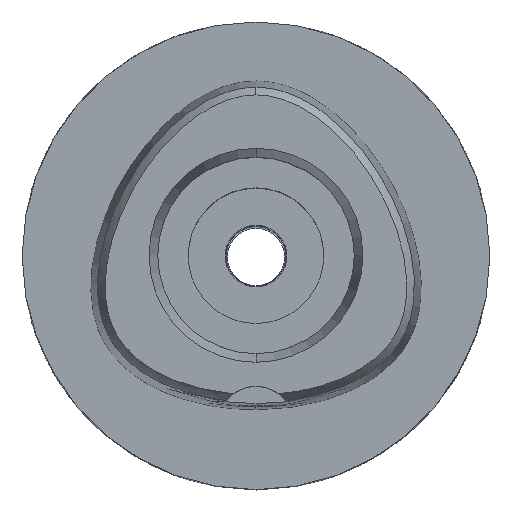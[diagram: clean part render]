
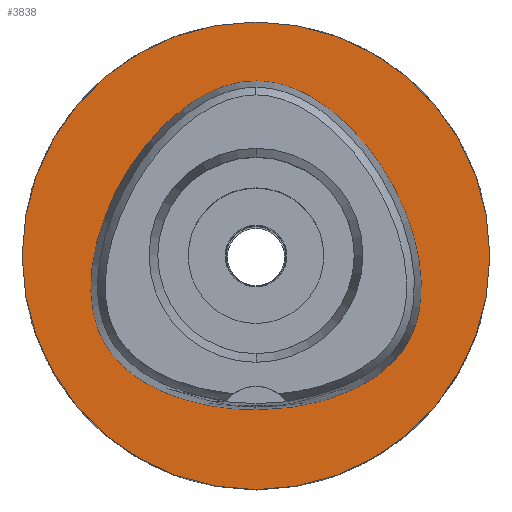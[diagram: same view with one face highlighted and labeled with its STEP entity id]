
A CAD part, top view. The second image highlights one B-rep face of the part: STEP entity #3838.
In plain terms, the highlighted planar face has unit normal (0, 0, 1).
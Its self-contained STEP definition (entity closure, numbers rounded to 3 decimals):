
#33 = B_SPLINE_CURVE_WITH_KNOTS ( 'NONE', 3,
 ( #4147, #2662, #2251, #1509, #3458, #103, #1150, #1603, #3728, #3083, #738, #2222, #376, #1874, #1121, #3756, #4002, #4634, #3621, #4748, #4221, #552 ),
 .UNSPECIFIED., .F., .F.,
 ( 4, 1, 1, 1, 1, 1, 1, 1, 1, 1, 1, 1, 1, 1, 1, 1, 1, 1, 1, 4 ),
 ( 0., 0.083, 0.167, 0.208, 0.25, 0.292, 0.312, 0.333, 0.354, 0.375, 0.417, 0.458, 0.5, 0.583, 0.667, 0.75, 0.833, 0.917, 0.958, 1. ),
 .UNSPECIFIED. ) ;
#103 = CARTESIAN_POINT ( 'NONE',  ( 13.507, -12.483, 0. ) ) ;
#148 = CARTESIAN_POINT ( 'NONE',  ( 0., 0., 0. ) ) ;
#192 = CARTESIAN_POINT ( 'NONE',  ( -0.68, 18.695, 0. ) ) ;
#376 = CARTESIAN_POINT ( 'NONE',  ( 17.711, -3.269, 0. ) ) ;
#455 = CIRCLE ( 'NONE', #1636, 25. ) ;
#530 = AXIS2_PLACEMENT_3D ( 'NONE', #148, #3875, #2126 ) ;
#552 = CARTESIAN_POINT ( 'NONE',  ( 0., 18.695, 0. ) ) ;
#573 = CARTESIAN_POINT ( 'NONE',  ( -5.051, -16.156, 0. ) ) ;
#588 = CARTESIAN_POINT ( 'NONE',  ( 0., 0., 0. ) ) ;
#666 = CARTESIAN_POINT ( 'NONE',  ( -17.165, -7.166, 0. ) ) ;
#672 = CARTESIAN_POINT ( 'NONE',  ( 0., -25., 0. ) ) ;
#738 = CARTESIAN_POINT ( 'NONE',  ( 17.165, -7.166, 0. ) ) ;
#774 = DIRECTION ( 'NONE',  ( 0., -1., 0. ) ) ;
#821 = CARTESIAN_POINT ( 'NONE',  ( 0., -16.455, 0. ) ) ;
#975 = CARTESIAN_POINT ( 'NONE',  ( -14.788, -11.282, 0. ) ) ;
#1026 = CARTESIAN_POINT ( 'NONE',  ( -17.498, -0.229, 0. ) ) ;
#1099 = ORIENTED_EDGE ( 'NONE', *, *, #3558, .F. ) ;
#1108 = EDGE_LOOP ( 'NONE', ( #1099, #4321 ) ) ;
#1121 = CARTESIAN_POINT ( 'NONE',  ( 16.517, 3.703, 0. ) ) ;
#1150 = CARTESIAN_POINT ( 'NONE',  ( 14.788, -11.282, 0. ) ) ;
#1310 = EDGE_LOOP ( 'NONE', ( #3013, #2637 ) ) ;
#1352 = CARTESIAN_POINT ( 'NONE',  ( -16.206, -9.357, 0. ) ) ;
#1495 = DIRECTION ( 'NONE',  ( 0., 0., -1. ) ) ;
#1509 = CARTESIAN_POINT ( 'NONE',  ( 8.947, -15.039, 0. ) ) ;
#1603 = CARTESIAN_POINT ( 'NONE',  ( 15.649, -10.213, 0. ) ) ;
#1636 = AXIS2_PLACEMENT_3D ( 'NONE', #4796, #1495, #2624 ) ;
#1874 = CARTESIAN_POINT ( 'NONE',  ( 17.498, -0.229, 0. ) ) ;
#2081 = DIRECTION ( 'NONE',  ( 0., 0., -1. ) ) ;
#2126 = DIRECTION ( 'NONE',  ( 0., -1., 0. ) ) ;
#2151 = CARTESIAN_POINT ( 'NONE',  ( -11.687, -13.704, 0. ) ) ;
#2222 = CARTESIAN_POINT ( 'NONE',  ( 17.564, -5.456, 0. ) ) ;
#2251 = CARTESIAN_POINT ( 'NONE',  ( 5.051, -16.156, 0. ) ) ;
#2415 = CARTESIAN_POINT ( 'NONE',  ( -11.466, 12.452, 0. ) ) ;
#2431 = FACE_OUTER_BOUND ( 'NONE', #1310, .T. ) ;
#2462 = CARTESIAN_POINT ( 'NONE',  ( -4.729, 17.735, 0. ) ) ;
#2624 = DIRECTION ( 'NONE',  ( 0., 1., 0. ) ) ;
#2637 = ORIENTED_EDGE ( 'NONE', *, *, #3073, .F. ) ;
#2662 = CARTESIAN_POINT ( 'NONE',  ( 1.684, -16.455, 0. ) ) ;
#2775 = B_SPLINE_CURVE_WITH_KNOTS ( 'NONE', 3,
 ( #3283, #192, #4006, #2462, #4025, #2415, #3552, #3182, #1026, #3927, #4783, #666, #3576, #1352, #2908, #975, #3602, #2151, #4710, #573, #3978, #2881 ),
 .UNSPECIFIED., .F., .F.,
 ( 4, 1, 1, 1, 1, 1, 1, 1, 1, 1, 1, 1, 1, 1, 1, 1, 1, 1, 1, 4 ),
 ( 0., 0.042, 0.083, 0.167, 0.25, 0.333, 0.417, 0.5, 0.542, 0.583, 0.625, 0.646, 0.667, 0.688, 0.708, 0.75, 0.792, 0.833, 0.917, 1. ),
 .UNSPECIFIED. ) ;
#2832 = CARTESIAN_POINT ( 'NONE',  ( 0., 18.695, 0. ) ) ;
#2881 = CARTESIAN_POINT ( 'NONE',  ( 0., -16.455, 0. ) ) ;
#2908 = CARTESIAN_POINT ( 'NONE',  ( -15.649, -10.213, 0. ) ) ;
#2953 = EDGE_CURVE ( 'NONE', #3220, #3542, #33, .T. ) ;
#3013 = ORIENTED_EDGE ( 'NONE', *, *, #3896, .F. ) ;
#3021 = CIRCLE ( 'NONE', #530, 25. ) ;
#3073 = EDGE_CURVE ( 'NONE', #4270, #3962, #3021, .T. ) ;
#3083 = CARTESIAN_POINT ( 'NONE',  ( 16.669, -8.446, 0. ) ) ;
#3182 = CARTESIAN_POINT ( 'NONE',  ( -16.517, 3.703, 0. ) ) ;
#3220 = VERTEX_POINT ( 'NONE', #821 ) ;
#3283 = CARTESIAN_POINT ( 'NONE',  ( 0., 18.695, 0. ) ) ;
#3299 = CARTESIAN_POINT ( 'NONE',  ( 0., 25., 0. ) ) ;
#3458 = CARTESIAN_POINT ( 'NONE',  ( 11.687, -13.704, 0. ) ) ;
#3542 = VERTEX_POINT ( 'NONE', #2832 ) ;
#3552 = CARTESIAN_POINT ( 'NONE',  ( -14.38, 8.302, 0. ) ) ;
#3558 = EDGE_CURVE ( 'NONE', #3542, #3220, #2775, .T. ) ;
#3570 = PLANE ( 'NONE',  #4438 ) ;
#3576 = CARTESIAN_POINT ( 'NONE',  ( -16.669, -8.446, 0. ) ) ;
#3602 = CARTESIAN_POINT ( 'NONE',  ( -13.507, -12.483, 0. ) ) ;
#3621 = CARTESIAN_POINT ( 'NONE',  ( 4.729, 17.735, 0. ) ) ;
#3728 = CARTESIAN_POINT ( 'NONE',  ( 16.206, -9.357, 0. ) ) ;
#3756 = CARTESIAN_POINT ( 'NONE',  ( 14.38, 8.302, 0. ) ) ;
#3838 = ADVANCED_FACE ( 'NONE', ( #2431, #3943 ), #3570, .F. ) ;
#3875 = DIRECTION ( 'NONE',  ( 0., 0., -1. ) ) ;
#3896 = EDGE_CURVE ( 'NONE', #3962, #4270, #455, .T. ) ;
#3927 = CARTESIAN_POINT ( 'NONE',  ( -17.711, -3.269, 0. ) ) ;
#3943 = FACE_BOUND ( 'NONE', #1108, .T. ) ;
#3962 = VERTEX_POINT ( 'NONE', #3299 ) ;
#3978 = CARTESIAN_POINT ( 'NONE',  ( -1.684, -16.455, 0. ) ) ;
#4002 = CARTESIAN_POINT ( 'NONE',  ( 11.466, 12.452, 0. ) ) ;
#4006 = CARTESIAN_POINT ( 'NONE',  ( -2.041, 18.55, 0. ) ) ;
#4025 = CARTESIAN_POINT ( 'NONE',  ( -7.968, 15.831, 0. ) ) ;
#4147 = CARTESIAN_POINT ( 'NONE',  ( 0., -16.455, 0. ) ) ;
#4221 = CARTESIAN_POINT ( 'NONE',  ( 0.68, 18.695, 0. ) ) ;
#4270 = VERTEX_POINT ( 'NONE', #672 ) ;
#4321 = ORIENTED_EDGE ( 'NONE', *, *, #2953, .F. ) ;
#4438 = AXIS2_PLACEMENT_3D ( 'NONE', #588, #2081, #774 ) ;
#4634 = CARTESIAN_POINT ( 'NONE',  ( 7.968, 15.831, 0. ) ) ;
#4710 = CARTESIAN_POINT ( 'NONE',  ( -8.947, -15.039, 0. ) ) ;
#4748 = CARTESIAN_POINT ( 'NONE',  ( 2.041, 18.55, 0. ) ) ;
#4783 = CARTESIAN_POINT ( 'NONE',  ( -17.564, -5.456, 0. ) ) ;
#4796 = CARTESIAN_POINT ( 'NONE',  ( 0., 0., 0. ) ) ;
